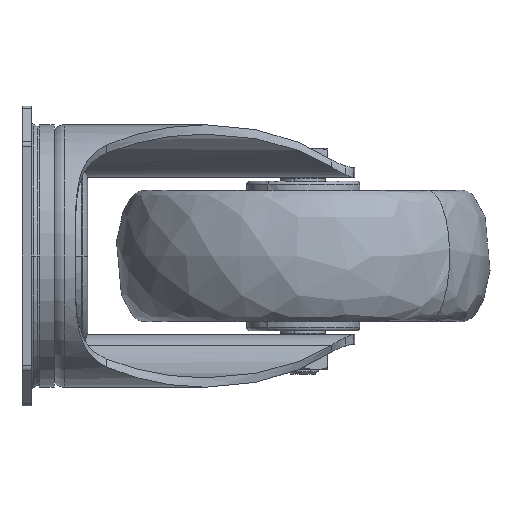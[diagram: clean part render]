
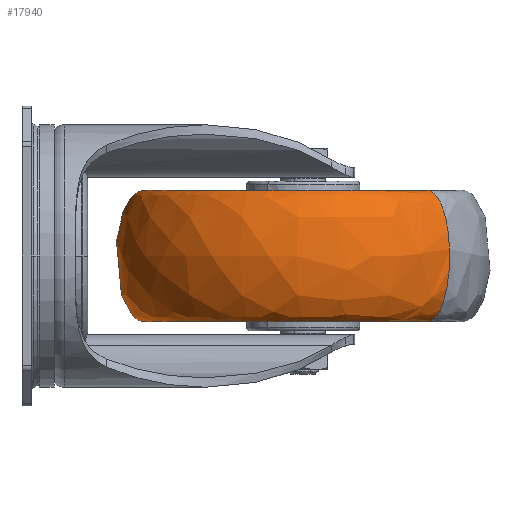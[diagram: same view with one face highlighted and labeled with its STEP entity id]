
A CAD part, left-side view. The second image highlights one B-rep face of the part: STEP entity #17940.
In plain terms, the highlighted free-form (B-spline) face has degree [3, 3] with [4, 4] control points.
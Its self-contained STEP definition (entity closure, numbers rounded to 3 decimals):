
#747 = DIRECTION ( 'NONE',  ( 0., 0., -1. ) ) ;
#1337 = ORIENTED_EDGE ( 'NONE', *, *, #14156, .F. ) ;
#2168 = VERTEX_POINT ( 'NONE', #5643 ) ;
#2529 = CIRCLE ( 'NONE', #17738, 42.5 ) ;
#2710 = CARTESIAN_POINT ( 'NONE',  ( 64.548, -41.812, 17.5 ) ) ;
#2753 = DIRECTION ( 'NONE',  ( 0.625, 0.781, 0. ) ) ;
#3595 = CARTESIAN_POINT ( 'NONE',  ( 73.918, -30.098, -17.5 ) ) ;
#3780 = CARTESIAN_POINT ( 'NONE',  ( 11.452, -108.188, 17.5 ) ) ;
#3978 = CARTESIAN_POINT ( 'NONE',  ( -1.829, 11.284, 17.5 ) ) ;
#4425 = AXIS2_PLACEMENT_3D ( 'NONE', #12252, #747, #2753 ) ;
#4643 = ORIENTED_EDGE ( 'NONE', *, *, #16578, .T. ) ;
#4842 = EDGE_LOOP ( 'NONE', ( #11632, #20027, #4643, #1337 ) ) ;
#5336 = CARTESIAN_POINT ( 'NONE',  ( 2.082, -119.902, -17.5 ) ) ;
#5522 = VERTEX_POINT ( 'NONE', #2710 ) ;
#5588 = CARTESIAN_POINT ( 'NONE',  ( -54.924, -55.093, 17.5 ) ) ;
#5643 = CARTESIAN_POINT ( 'NONE',  ( 64.548, -41.812, -17.5 ) ) ;
#5971 = EDGE_CURVE ( 'NONE', #15679, #19406, #14846, .T. ) ;
#6213 = CARTESIAN_POINT ( 'NONE',  ( 64.548, -41.812, -17.5 ) ) ;
#7615 = DIRECTION ( 'NONE',  ( 0., 0., -1. ) ) ;
#7698 = CARTESIAN_POINT ( 'NONE',  ( -87.721, -48.067, -17.5 ) ) ;
#7912 =( BOUNDED_SURFACE ( )  B_SPLINE_SURFACE ( 3, 3, ( 
 ( #13342, #5588, #3978, #9342 ),
 ( #20807, #9104, #20928, #11116 ),
 ( #5336, #7698, #19042, #3595 ),
 ( #21052, #18811, #9459, #17154 ) ),
 .UNSPECIFIED., .F., .F., .T. ) 
 B_SPLINE_SURFACE_WITH_KNOTS ( ( 4, 4 ),
 ( 4, 4 ),
 ( 0., 1. ),
 ( 0., 1. ),
 .UNSPECIFIED. ) 
 GEOMETRIC_REPRESENTATION_ITEM ( )  RATIONAL_B_SPLINE_SURFACE ( (
 ( 1., 0.333, 0.333, 1.),
 ( 0.333, 0.111, 0.111, 0.333),
 ( 0.333, 0.111, 0.111, 0.333),
 ( 1., 0.333, 0.333, 1.) ) ) 
 REPRESENTATION_ITEM ( '' )  SURFACE ( )  );
#9104 = CARTESIAN_POINT ( 'NONE',  ( -87.721, -48.067, 17.5 ) ) ;
#9342 = CARTESIAN_POINT ( 'NONE',  ( 64.548, -41.812, 17.5 ) ) ;
#9459 = CARTESIAN_POINT ( 'NONE',  ( -1.829, 11.284, -17.5 ) ) ;
#9860 = CARTESIAN_POINT ( 'NONE',  ( 64.548, -41.812, 17.5 ) ) ;
#10905 = DIRECTION ( 'NONE',  ( 0.625, 0.781, 0. ) ) ;
#11116 = CARTESIAN_POINT ( 'NONE',  ( 73.918, -30.098, 17.5 ) ) ;
#11353 = FACE_OUTER_BOUND ( 'NONE', #4842, .T. ) ;
#11396 = CARTESIAN_POINT ( 'NONE',  ( 38., -75., 17.5 ) ) ;
#11420 = CARTESIAN_POINT ( 'NONE',  ( 2.082, -119.902, -17.5 ) ) ;
#11632 = ORIENTED_EDGE ( 'NONE', *, *, #5971, .F. ) ;
#12252 = CARTESIAN_POINT ( 'NONE',  ( 38., -75., -17.5 ) ) ;
#13286 = CARTESIAN_POINT ( 'NONE',  ( 2.082, -119.902, 17.5 ) ) ;
#13342 = CARTESIAN_POINT ( 'NONE',  ( 11.452, -108.188, 17.5 ) ) ;
#13548 = CARTESIAN_POINT ( 'NONE',  ( 11.452, -108.188, -17.5 ) ) ;
#14156 = EDGE_CURVE ( 'NONE', #19406, #2168, #18463, .T. ) ;
#14796 =( BOUNDED_CURVE ( )  B_SPLINE_CURVE ( 3, ( #9860, #21299, #16131, #6213 ),
 .UNSPECIFIED., .F., .T. ) 
 B_SPLINE_CURVE_WITH_KNOTS ( ( 4, 4 ),
 ( 0., 3.142 ),
 .UNSPECIFIED. ) 
 CURVE ( )  GEOMETRIC_REPRESENTATION_ITEM ( )  RATIONAL_B_SPLINE_CURVE ( ( 1., 0.333, 0.333, 1. ) ) 
 REPRESENTATION_ITEM ( '' )  );
#14846 =( BOUNDED_CURVE ( )  B_SPLINE_CURVE ( 3, ( #3780, #13286, #11420, #13548 ),
 .UNSPECIFIED., .F., .F. ) 
 B_SPLINE_CURVE_WITH_KNOTS ( ( 4, 4 ),
 ( 0., 3.142 ),
 .UNSPECIFIED. ) 
 CURVE ( )  GEOMETRIC_REPRESENTATION_ITEM ( )  RATIONAL_B_SPLINE_CURVE ( ( 1., 0.333, 0.333, 1. ) ) 
 REPRESENTATION_ITEM ( '' )  );
#15679 = VERTEX_POINT ( 'NONE', #21646 ) ;
#16131 = CARTESIAN_POINT ( 'NONE',  ( 73.918, -30.098, -17.5 ) ) ;
#16578 = EDGE_CURVE ( 'NONE', #5522, #2168, #14796, .T. ) ;
#17154 = CARTESIAN_POINT ( 'NONE',  ( 64.548, -41.812, -17.5 ) ) ;
#17738 = AXIS2_PLACEMENT_3D ( 'NONE', #11396, #7615, #10905 ) ;
#17940 = ADVANCED_FACE ( 'NONE', ( #11353 ), #7912, .F. ) ;
#18051 = CARTESIAN_POINT ( 'NONE',  ( 11.452, -108.188, -17.5 ) ) ;
#18463 = CIRCLE ( 'NONE', #4425, 42.5 ) ;
#18670 = EDGE_CURVE ( 'NONE', #15679, #5522, #2529, .T. ) ;
#18811 = CARTESIAN_POINT ( 'NONE',  ( -54.924, -55.093, -17.5 ) ) ;
#19042 = CARTESIAN_POINT ( 'NONE',  ( -15.886, 41.737, -17.5 ) ) ;
#19406 = VERTEX_POINT ( 'NONE', #18051 ) ;
#20027 = ORIENTED_EDGE ( 'NONE', *, *, #18670, .T. ) ;
#20807 = CARTESIAN_POINT ( 'NONE',  ( 2.082, -119.902, 17.5 ) ) ;
#20928 = CARTESIAN_POINT ( 'NONE',  ( -15.886, 41.737, 17.5 ) ) ;
#21052 = CARTESIAN_POINT ( 'NONE',  ( 11.452, -108.188, -17.5 ) ) ;
#21299 = CARTESIAN_POINT ( 'NONE',  ( 73.918, -30.098, 17.5 ) ) ;
#21646 = CARTESIAN_POINT ( 'NONE',  ( 11.452, -108.188, 17.5 ) ) ;
